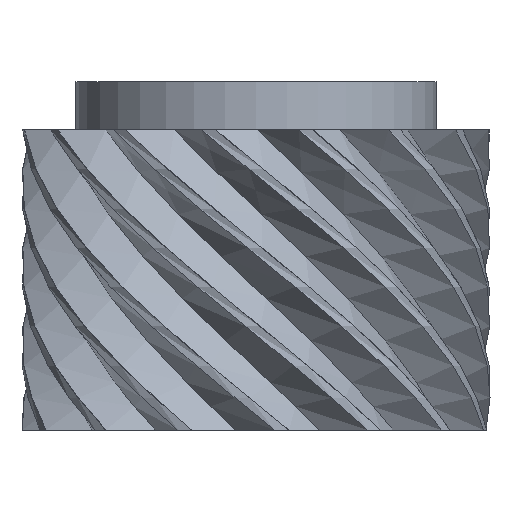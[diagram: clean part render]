
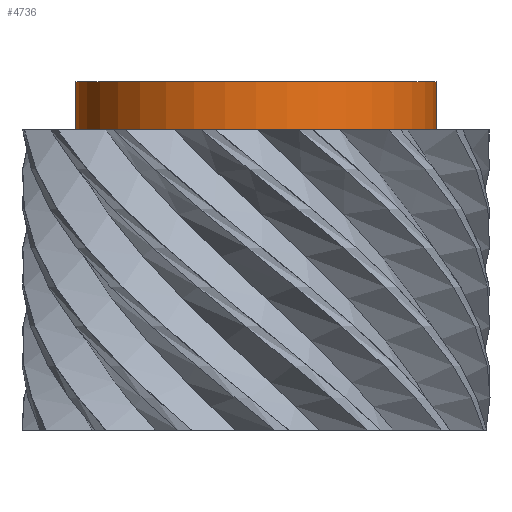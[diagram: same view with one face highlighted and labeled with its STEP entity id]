
A CAD part, front view. The second image highlights one B-rep face of the part: STEP entity #4736.
In plain terms, the highlighted cylindrical face has radius 15 mm (diameter 30 mm), a partial arc.
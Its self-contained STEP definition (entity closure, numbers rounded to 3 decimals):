
#585 = CARTESIAN_POINT ( 'NONE',  ( 15., 0., -30. ) ) ;
#683 = CARTESIAN_POINT ( 'NONE',  ( 15., 0., -26. ) ) ;
#1293 = VERTEX_POINT ( 'NONE', #683 ) ;
#2562 = DIRECTION ( 'NONE',  ( 0., 0., 1. ) ) ;
#2634 = AXIS2_PLACEMENT_3D ( 'NONE', #9338, #3048, #5035 ) ;
#2906 = ORIENTED_EDGE ( 'NONE', *, *, #8421, .T. ) ;
#3048 = DIRECTION ( 'NONE',  ( 0., 0., 1. ) ) ;
#3060 = EDGE_CURVE ( 'NONE', #3413, #3640, #8515, .T. ) ;
#3135 = VERTEX_POINT ( 'NONE', #6259 ) ;
#3413 = VERTEX_POINT ( 'NONE', #8507 ) ;
#3626 = ORIENTED_EDGE ( 'NONE', *, *, #10090, .F. ) ;
#3640 = VERTEX_POINT ( 'NONE', #585 ) ;
#3649 = LINE ( 'NONE', #8976, #5732 ) ;
#4532 = CARTESIAN_POINT ( 'NONE',  ( 0., 0., -26. ) ) ;
#4736 = ADVANCED_FACE ( 'NONE', ( #12875 ), #11914, .T. ) ;
#4944 = DIRECTION ( 'NONE',  ( 0., 0., -1. ) ) ;
#5004 = CARTESIAN_POINT ( 'NONE',  ( 15., 0., -26. ) ) ;
#5006 = EDGE_CURVE ( 'NONE', #1293, #3640, #8904, .T. ) ;
#5035 = DIRECTION ( 'NONE',  ( 1., 0., 0. ) ) ;
#5732 = VECTOR ( 'NONE', #12254, 1000. ) ;
#6259 = CARTESIAN_POINT ( 'NONE',  ( -15., 0., -26. ) ) ;
#6651 = DIRECTION ( 'NONE',  ( -1., 0., 0. ) ) ;
#6820 = CIRCLE ( 'NONE', #12955, 15. ) ;
#7609 = CARTESIAN_POINT ( 'NONE',  ( 0., 0., -26. ) ) ;
#8421 = EDGE_CURVE ( 'NONE', #3135, #3413, #3649, .T. ) ;
#8507 = CARTESIAN_POINT ( 'NONE',  ( -15., 0., -30. ) ) ;
#8515 = CIRCLE ( 'NONE', #2634, 15. ) ;
#8904 = LINE ( 'NONE', #5004, #11152 ) ;
#8976 = CARTESIAN_POINT ( 'NONE',  ( -15., 0., -26. ) ) ;
#9338 = CARTESIAN_POINT ( 'NONE',  ( 0., 0., -30. ) ) ;
#9727 = ORIENTED_EDGE ( 'NONE', *, *, #5006, .F. ) ;
#10090 = EDGE_CURVE ( 'NONE', #3135, #1293, #6820, .T. ) ;
#10278 = AXIS2_PLACEMENT_3D ( 'NONE', #4532, #10891, #6651 ) ;
#10891 = DIRECTION ( 'NONE',  ( 0., 0., -1. ) ) ;
#10899 = DIRECTION ( 'NONE',  ( 1., 0., 0. ) ) ;
#11025 = EDGE_LOOP ( 'NONE', ( #9727, #3626, #2906, #11079 ) ) ;
#11079 = ORIENTED_EDGE ( 'NONE', *, *, #3060, .T. ) ;
#11152 = VECTOR ( 'NONE', #4944, 1000. ) ;
#11914 = CYLINDRICAL_SURFACE ( 'NONE', #10278, 15. ) ;
#12254 = DIRECTION ( 'NONE',  ( 0., 0., -1. ) ) ;
#12875 = FACE_OUTER_BOUND ( 'NONE', #11025, .T. ) ;
#12955 = AXIS2_PLACEMENT_3D ( 'NONE', #7609, #2562, #10899 ) ;
